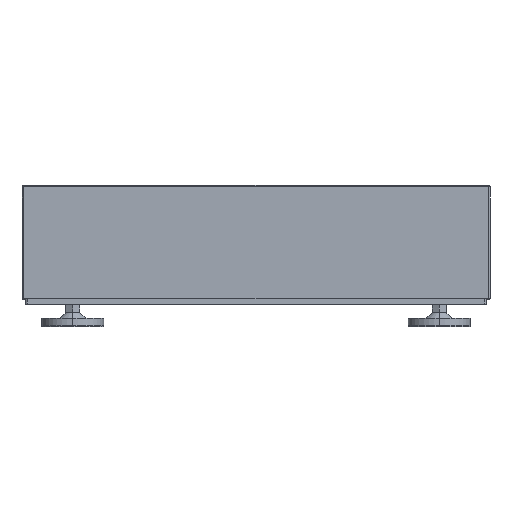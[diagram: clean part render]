
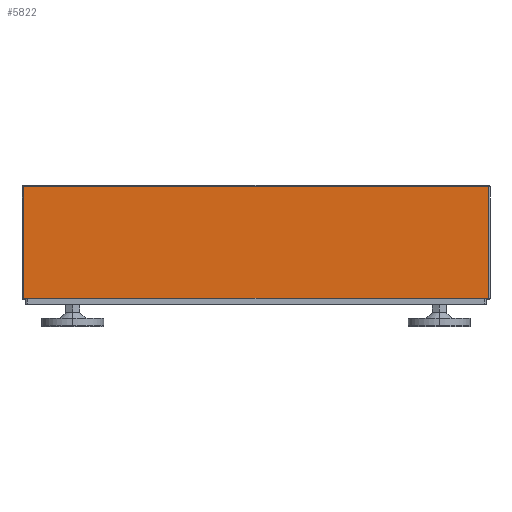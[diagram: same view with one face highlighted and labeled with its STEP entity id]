
A CAD part, top view. The second image highlights one B-rep face of the part: STEP entity #5822.
In plain terms, the highlighted face is planar.
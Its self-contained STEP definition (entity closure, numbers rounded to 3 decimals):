
#6 = EDGE_CURVE ( 'NONE', #3692, #5606, #891, .T. ) ;
#93 = CARTESIAN_POINT ( 'NONE',  ( 300., -145., -298. ) ) ;
#116 = DIRECTION ( 'NONE',  ( 0., 1., 0. ) ) ;
#253 = ORIENTED_EDGE ( 'NONE', *, *, #2493, .F. ) ;
#352 = CARTESIAN_POINT ( 'NONE',  ( 300., -145., 298. ) ) ;
#462 = CARTESIAN_POINT ( 'NONE',  ( 300., -2., -298. ) ) ;
#522 = VECTOR ( 'NONE', #5415, 1000. ) ;
#568 = PLANE ( 'NONE',  #5736 ) ;
#891 = LINE ( 'NONE', #2195, #522 ) ;
#903 = DIRECTION ( 'NONE',  ( 0., 0., -1. ) ) ;
#953 = EDGE_CURVE ( 'NONE', #4362, #3692, #964, .T. ) ;
#964 = LINE ( 'NONE', #5527, #5812 ) ;
#1725 = DIRECTION ( 'NONE',  ( 0., 1., 0. ) ) ;
#2195 = CARTESIAN_POINT ( 'NONE',  ( 300., -2., 298. ) ) ;
#2199 = CARTESIAN_POINT ( 'NONE',  ( 300., -145., 298. ) ) ;
#2268 = LINE ( 'NONE', #3586, #2309 ) ;
#2309 = VECTOR ( 'NONE', #903, 1000. ) ;
#2372 = DIRECTION ( 'NONE',  ( 0., 0., -1. ) ) ;
#2440 = DIRECTION ( 'NONE',  ( 1., 0., 0. ) ) ;
#2493 = EDGE_CURVE ( 'NONE', #5020, #5606, #5848, .T. ) ;
#3454 = EDGE_LOOP ( 'NONE', ( #3776, #4605, #253, #4122 ) ) ;
#3586 = CARTESIAN_POINT ( 'NONE',  ( 300., -145., 298. ) ) ;
#3633 = VECTOR ( 'NONE', #1725, 1000. ) ;
#3670 = EDGE_CURVE ( 'NONE', #5020, #4362, #2268, .T. ) ;
#3692 = VERTEX_POINT ( 'NONE', #462 ) ;
#3776 = ORIENTED_EDGE ( 'NONE', *, *, #953, .T. ) ;
#4122 = ORIENTED_EDGE ( 'NONE', *, *, #3670, .T. ) ;
#4201 = FACE_OUTER_BOUND ( 'NONE', #3454, .T. ) ;
#4362 = VERTEX_POINT ( 'NONE', #93 ) ;
#4605 = ORIENTED_EDGE ( 'NONE', *, *, #6, .T. ) ;
#4669 = CARTESIAN_POINT ( 'NONE',  ( 300., -145., 298. ) ) ;
#5020 = VERTEX_POINT ( 'NONE', #2199 ) ;
#5415 = DIRECTION ( 'NONE',  ( 0., 0., 1. ) ) ;
#5527 = CARTESIAN_POINT ( 'NONE',  ( 300., -145., -298. ) ) ;
#5606 = VERTEX_POINT ( 'NONE', #5710 ) ;
#5710 = CARTESIAN_POINT ( 'NONE',  ( 300., -2., 298. ) ) ;
#5736 = AXIS2_PLACEMENT_3D ( 'NONE', #4669, #2440, #2372 ) ;
#5812 = VECTOR ( 'NONE', #116, 1000. ) ;
#5822 = ADVANCED_FACE ( 'NONE', ( #4201 ), #568, .T. ) ;
#5848 = LINE ( 'NONE', #352, #3633 ) ;
